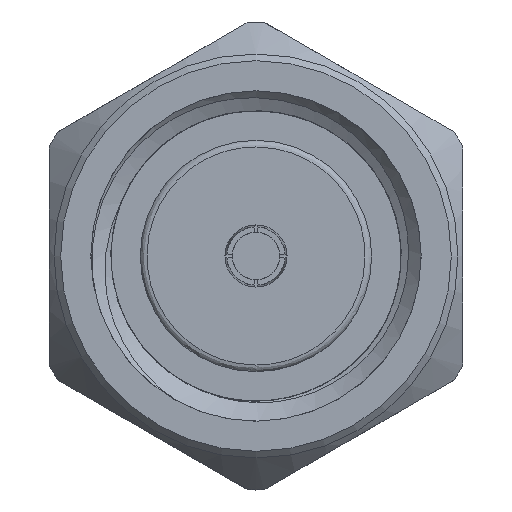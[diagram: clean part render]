
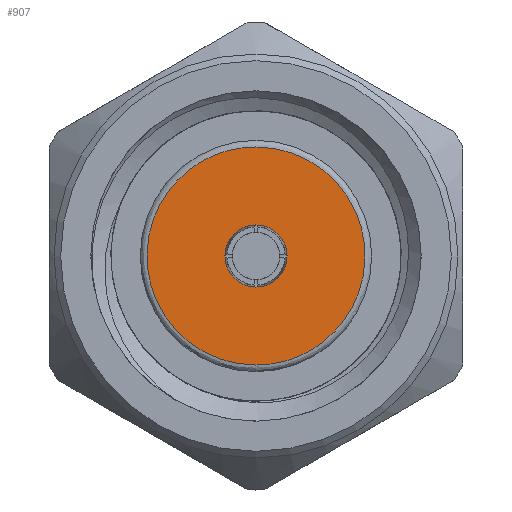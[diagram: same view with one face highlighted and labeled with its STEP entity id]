
A CAD part, left-side view. The second image highlights one B-rep face of the part: STEP entity #907.
In plain terms, the highlighted planar face has unit normal (-1, 0, 0).
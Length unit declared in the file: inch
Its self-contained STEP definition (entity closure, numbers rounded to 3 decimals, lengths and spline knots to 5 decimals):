
#41 = EDGE_CURVE ( 'NONE', #624, #2366, #509, .T. ) ;
#270 = AXIS2_PLACEMENT_3D ( 'NONE', #2947, #2930, #3257 ) ;
#285 = EDGE_LOOP ( 'NONE', ( #2875 ) ) ;
#389 = EDGE_LOOP ( 'NONE', ( #768, #2748 ) ) ;
#442 = CARTESIAN_POINT ( 'NONE',  ( 0.11, 0.165, -0.0825 ) ) ;
#509 =( BOUNDED_CURVE ( )  B_SPLINE_CURVE ( 3, ( #1274, #442, #2140, #2705 ),
 .UNSPECIFIED., .F., .T. ) 
 B_SPLINE_CURVE_WITH_KNOTS ( ( 4, 4 ),
 ( 0., 1. ),
 .UNSPECIFIED. ) 
 CURVE ( )  GEOMETRIC_REPRESENTATION_ITEM ( )  RATIONAL_B_SPLINE_CURVE ( ( 1., 0.333, 0.333, 1. ) ) 
 REPRESENTATION_ITEM ( '' )  );
#513 = VERTEX_POINT ( 'NONE', #777 ) ;
#624 = VERTEX_POINT ( 'NONE', #2507 ) ;
#630 = DIRECTION ( 'NONE',  ( 0., 0., -1. ) ) ;
#683 = FACE_OUTER_BOUND ( 'NONE', #389, .T. ) ;
#768 = ORIENTED_EDGE ( 'NONE', *, *, #41, .F. ) ;
#777 = CARTESIAN_POINT ( 'NONE',  ( 0.11, 0., -0.0235 ) ) ;
#907 = ADVANCED_FACE ( 'NONE', ( #3530, #683 ), #1024, .F. ) ;
#908 = CARTESIAN_POINT ( 'NONE',  ( 0.11, 0., 0.0825 ) ) ;
#966 = CARTESIAN_POINT ( 'NONE',  ( 0.11, 0., -0.0825 ) ) ;
#1024 = PLANE ( 'NONE',  #270 ) ;
#1185 = CARTESIAN_POINT ( 'NONE',  ( 0.11, 0., 0. ) ) ;
#1274 = CARTESIAN_POINT ( 'NONE',  ( 0.11, 0., -0.0825 ) ) ;
#1523 = CARTESIAN_POINT ( 'NONE',  ( 0.11, -0.165, 0.0825 ) ) ;
#1904 =( BOUNDED_CURVE ( )  B_SPLINE_CURVE ( 3, ( #908, #1523, #3472, #966 ),
 .UNSPECIFIED., .F., .T. ) 
 B_SPLINE_CURVE_WITH_KNOTS ( ( 4, 4 ),
 ( 0., 1. ),
 .UNSPECIFIED. ) 
 CURVE ( )  GEOMETRIC_REPRESENTATION_ITEM ( )  RATIONAL_B_SPLINE_CURVE ( ( 1., 0.333, 0.333, 1. ) ) 
 REPRESENTATION_ITEM ( '' )  );
#2122 = CIRCLE ( 'NONE', #2239, 0.0235 ) ;
#2140 = CARTESIAN_POINT ( 'NONE',  ( 0.11, 0.165, 0.0825 ) ) ;
#2239 = AXIS2_PLACEMENT_3D ( 'NONE', #1185, #3144, #630 ) ;
#2366 = VERTEX_POINT ( 'NONE', #2423 ) ;
#2423 = CARTESIAN_POINT ( 'NONE',  ( 0.11, 0., 0.0825 ) ) ;
#2507 = CARTESIAN_POINT ( 'NONE',  ( 0.11, 0., -0.0825 ) ) ;
#2705 = CARTESIAN_POINT ( 'NONE',  ( 0.11, 0., 0.0825 ) ) ;
#2748 = ORIENTED_EDGE ( 'NONE', *, *, #2911, .F. ) ;
#2875 = ORIENTED_EDGE ( 'NONE', *, *, #2922, .F. ) ;
#2911 = EDGE_CURVE ( 'NONE', #2366, #624, #1904, .T. ) ;
#2922 = EDGE_CURVE ( 'NONE', #513, #513, #2122, .T. ) ;
#2930 = DIRECTION ( 'NONE',  ( 1., 0., 0. ) ) ;
#2947 = CARTESIAN_POINT ( 'NONE',  ( 0.11, 0., 0. ) ) ;
#3144 = DIRECTION ( 'NONE',  ( -1., 0., 0. ) ) ;
#3257 = DIRECTION ( 'NONE',  ( 0., 1., 0. ) ) ;
#3472 = CARTESIAN_POINT ( 'NONE',  ( 0.11, -0.165, -0.0825 ) ) ;
#3530 = FACE_BOUND ( 'NONE', #285, .T. ) ;
